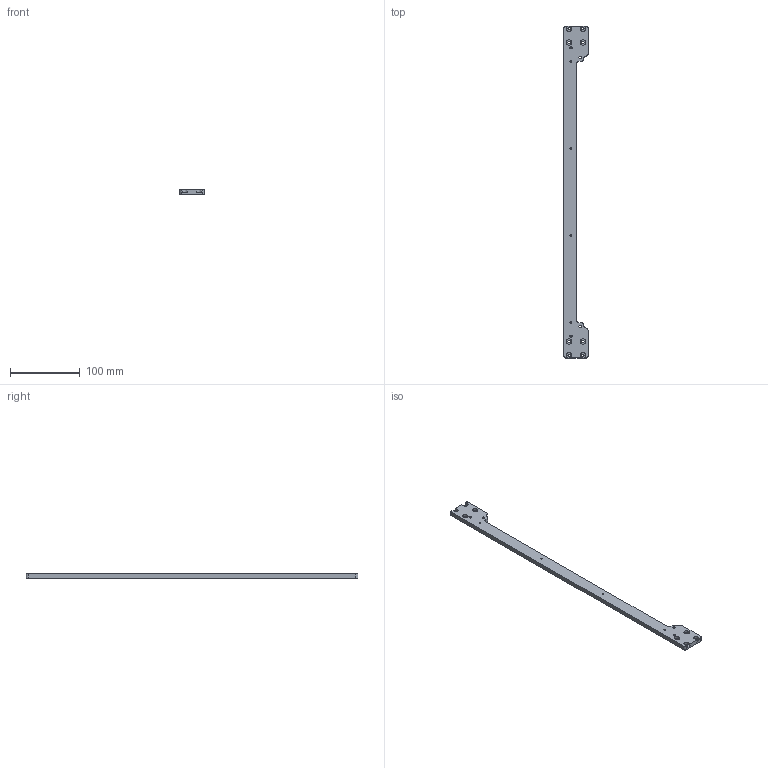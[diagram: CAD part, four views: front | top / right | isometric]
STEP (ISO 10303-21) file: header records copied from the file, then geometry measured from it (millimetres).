
FILE_DESCRIPTION(/* description */ (''),/* implementation_level */ '2;1');
FILE_NAME(/* name */ 'X Brace.step',/* time_stamp */ '2020-04-20T01:41:44-05:00',/* author */ (''),/* organization */ (''),/* preprocessor_version */ 'ST-DEVELOPER v18',/* originating_system */ 'Autodesk Translation Framework v8.12.0.6',/* authorisation */ '');
FILE_SCHEMA (('AUTOMOTIVE_DESIGN { 1 0 10303 214 3 1 1 }'));
Length unit declared in the file: millimetre
Products named in the file (2): XY full brase; Component1
Assembly tree (1 placements, depth 2):
  XY full brase
    Component1
Bounding box: 34.7 x 476.4 x 6.35 mm (x, y, z)
Volume: 43215.5 mm3; surface area: 31584.2 mm2
Topology: 1 solids, 1 shells, 151 faces, 426 edges, 286 vertices
Faces by surface type: cylinder 76, plane 75
Full cylindrical faces by diameter (mm): 2.529 x4, 3.332 x4
Entity records: 5057 total; most frequent: DIRECTION 886, CARTESIAN_POINT 866, ORIENTED_EDGE 852, EDGE_CURVE 426, AXIS2_PLACEMENT_3D 306, VERTEX_POINT 286, LINE 274, VECTOR 274
